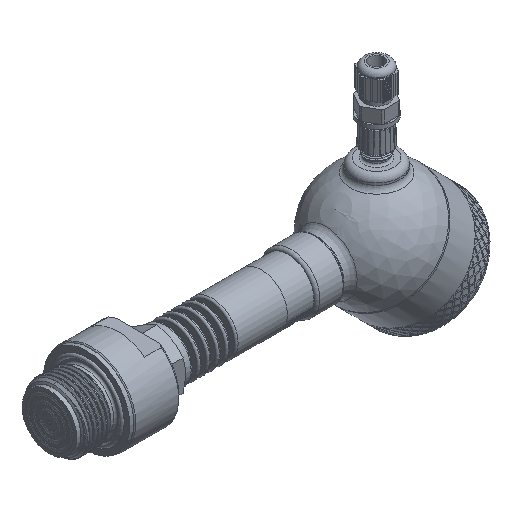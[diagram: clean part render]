
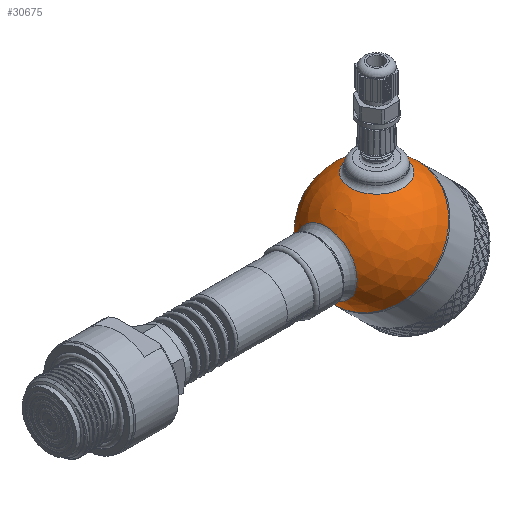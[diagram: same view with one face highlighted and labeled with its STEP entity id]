
A CAD part, isometric view. The second image highlights one B-rep face of the part: STEP entity #30675.
In plain terms, the highlighted spherical face has radius 30 mm.
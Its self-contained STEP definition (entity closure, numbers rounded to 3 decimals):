
#43=SPHERICAL_SURFACE('',#31977,30.);
#469=FACE_BOUND('',#10473,.T.);
#470=FACE_BOUND('',#10474,.T.);
#8395=FACE_OUTER_BOUND('',#10472,.T.);
#10472=EDGE_LOOP('',(#26634,#26635,#26636,#26637));
#10473=EDGE_LOOP('',(#26638));
#10474=EDGE_LOOP('',(#26639));
#11237=CIRCLE('',#31974,15.643);
#11240=CIRCLE('',#31978,30.);
#11241=CIRCLE('',#31979,30.);
#11242=CIRCLE('',#31980,30.);
#11243=CIRCLE('',#31981,13.5);
#14029=VERTEX_POINT('',#67213);
#14031=VERTEX_POINT('',#67219);
#14032=VERTEX_POINT('',#67220);
#14033=VERTEX_POINT('',#67222);
#14034=VERTEX_POINT('',#67225);
#18349=EDGE_CURVE('',#14029,#14029,#11237,.T.);
#18352=EDGE_CURVE('',#14031,#14032,#11240,.T.);
#18353=EDGE_CURVE('',#14031,#14033,#11241,.T.);
#18354=EDGE_CURVE('',#14032,#14031,#11242,.T.);
#18355=EDGE_CURVE('',#14034,#14034,#11243,.T.);
#26634=ORIENTED_EDGE('',*,*,#18352,.F.);
#26635=ORIENTED_EDGE('',*,*,#18353,.T.);
#26636=ORIENTED_EDGE('',*,*,#18353,.F.);
#26637=ORIENTED_EDGE('',*,*,#18354,.F.);
#26638=ORIENTED_EDGE('',*,*,#18349,.F.);
#26639=ORIENTED_EDGE('',*,*,#18355,.F.);
#30675=ADVANCED_FACE('',(#8395,#469,#470),#43,.T.);
#31974=AXIS2_PLACEMENT_3D('',#67214,#35048,#35049);
#31977=AXIS2_PLACEMENT_3D('',#67218,#35054,#35055);
#31978=AXIS2_PLACEMENT_3D('',#67221,#35056,#35057);
#31979=AXIS2_PLACEMENT_3D('',#67223,#35058,#35059);
#31980=AXIS2_PLACEMENT_3D('',#67224,#35060,#35061);
#31981=AXIS2_PLACEMENT_3D('',#67226,#35062,#35063);
#35048=DIRECTION('center_axis',(-0.707,0.,0.707));
#35049=DIRECTION('ref_axis',(0.707,0.,0.707));
#35054=DIRECTION('center_axis',(1.,0.,0.));
#35055=DIRECTION('ref_axis',(0.,-1.,0.));
#35056=DIRECTION('center_axis',(1.,0.,0.));
#35057=DIRECTION('ref_axis',(0.,1.,0.));
#35058=DIRECTION('center_axis',(0.,0.,1.));
#35059=DIRECTION('ref_axis',(0.,1.,0.));
#35060=DIRECTION('center_axis',(1.,0.,0.));
#35061=DIRECTION('ref_axis',(0.,1.,0.));
#35062=DIRECTION('center_axis',(-0.707,0.,-0.707));
#35063=DIRECTION('ref_axis',(-0.707,0.,0.707));
#67213=CARTESIAN_POINT('',(-29.162,0.,7.04));
#67214=CARTESIAN_POINT('Origin',(-18.101,0.,18.101));
#67218=CARTESIAN_POINT('Origin',(0.,0.,0.));
#67219=CARTESIAN_POINT('',(0.,30.,0.));
#67220=CARTESIAN_POINT('',(0.,-30.,0.));
#67221=CARTESIAN_POINT('Origin',(0.,0.,0.));
#67222=CARTESIAN_POINT('',(-30.,0.,0.));
#67223=CARTESIAN_POINT('Origin',(0.,0.,0.));
#67224=CARTESIAN_POINT('Origin',(0.,0.,0.));
#67225=CARTESIAN_POINT('',(-9.398,0.,-28.49));
#67226=CARTESIAN_POINT('Origin',(-18.944,0.,-18.944));
